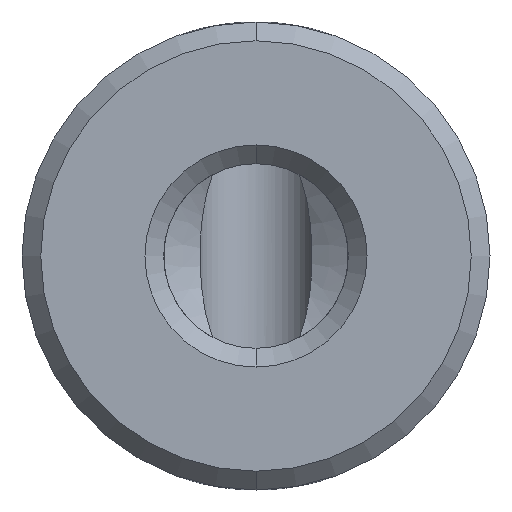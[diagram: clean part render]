
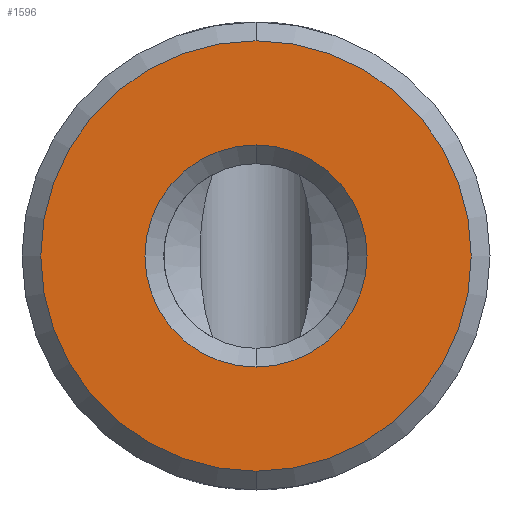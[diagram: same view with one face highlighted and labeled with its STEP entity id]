
A CAD part, front view. The second image highlights one B-rep face of the part: STEP entity #1596.
In plain terms, the highlighted planar face has unit normal (0, -1, 0).
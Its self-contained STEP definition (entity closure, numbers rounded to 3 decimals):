
#4 = CARTESIAN_POINT ( 'NONE',  ( 0., 0., 5.829 ) ) ;
#101 = CARTESIAN_POINT ( 'NONE',  ( 0., 0., 0. ) ) ;
#115 = FACE_OUTER_BOUND ( 'NONE', #2213, .T. ) ;
#151 = AXIS2_PLACEMENT_3D ( 'NONE', #810, #2728, #1077 ) ;
#221 = AXIS2_PLACEMENT_3D ( 'NONE', #2358, #712, #2625 ) ;
#368 = DIRECTION ( 'NONE',  ( 0., 0., 1. ) ) ;
#465 = CARTESIAN_POINT ( 'NONE',  ( 0., 0., -3.008 ) ) ;
#562 = AXIS2_PLACEMENT_3D ( 'NONE', #101, #2020, #368 ) ;
#627 = DIRECTION ( 'NONE',  ( 0., 1., 0. ) ) ;
#712 = DIRECTION ( 'NONE',  ( 0., 1., 0. ) ) ;
#776 = CARTESIAN_POINT ( 'NONE',  ( 5.829, 0., 0. ) ) ;
#806 = CIRCLE ( 'NONE', #562, 5.829 ) ;
#810 = CARTESIAN_POINT ( 'NONE',  ( 0., 0., 0. ) ) ;
#989 = AXIS2_PLACEMENT_3D ( 'NONE', #776, #2687, #1042 ) ;
#1042 = DIRECTION ( 'NONE',  ( 0., 0., 1. ) ) ;
#1077 = DIRECTION ( 'NONE',  ( 0., 0., 1. ) ) ;
#1101 = ORIENTED_EDGE ( 'NONE', *, *, #2221, .F. ) ;
#1344 = AXIS2_PLACEMENT_3D ( 'NONE', #2270, #627, #2544 ) ;
#1570 = FACE_BOUND ( 'NONE', #2470, .T. ) ;
#1576 = VERTEX_POINT ( 'NONE', #465 ) ;
#1584 = PLANE ( 'NONE',  #989 ) ;
#1596 = ADVANCED_FACE ( 'NONE', ( #1570, #115 ), #1584, .F. ) ;
#1674 = CIRCLE ( 'NONE', #151, 3.008 ) ;
#1841 = ORIENTED_EDGE ( 'NONE', *, *, #2642, .F. ) ;
#1884 = VERTEX_POINT ( 'NONE', #2624 ) ;
#1994 = CIRCLE ( 'NONE', #1344, 3.008 ) ;
#2020 = DIRECTION ( 'NONE',  ( 0., 1., 0. ) ) ;
#2213 = EDGE_LOOP ( 'NONE', ( #1101, #1841 ) ) ;
#2221 = EDGE_CURVE ( 'NONE', #3132, #1884, #806, .T. ) ;
#2270 = CARTESIAN_POINT ( 'NONE',  ( 0., 0., 0. ) ) ;
#2358 = CARTESIAN_POINT ( 'NONE',  ( 0., 0., 0. ) ) ;
#2470 = EDGE_LOOP ( 'NONE', ( #2573, #2968 ) ) ;
#2541 = VERTEX_POINT ( 'NONE', #3332 ) ;
#2544 = DIRECTION ( 'NONE',  ( 0., 0., 1. ) ) ;
#2573 = ORIENTED_EDGE ( 'NONE', *, *, #2671, .T. ) ;
#2624 = CARTESIAN_POINT ( 'NONE',  ( 0., 0., -5.829 ) ) ;
#2625 = DIRECTION ( 'NONE',  ( 0., 0., 1. ) ) ;
#2642 = EDGE_CURVE ( 'NONE', #1884, #3132, #3358, .T. ) ;
#2671 = EDGE_CURVE ( 'NONE', #1576, #2541, #1674, .T. ) ;
#2687 = DIRECTION ( 'NONE',  ( 0., 1., 0. ) ) ;
#2728 = DIRECTION ( 'NONE',  ( 0., 1., 0. ) ) ;
#2968 = ORIENTED_EDGE ( 'NONE', *, *, #3369, .T. ) ;
#3132 = VERTEX_POINT ( 'NONE', #4 ) ;
#3332 = CARTESIAN_POINT ( 'NONE',  ( 0., 0., 3.008 ) ) ;
#3358 = CIRCLE ( 'NONE', #221, 5.829 ) ;
#3369 = EDGE_CURVE ( 'NONE', #2541, #1576, #1994, .T. ) ;
